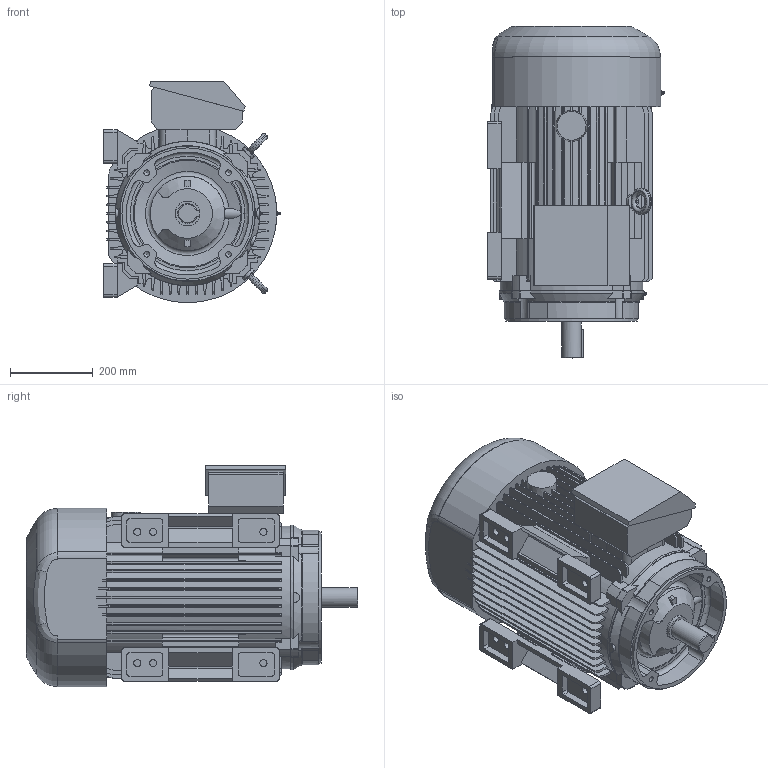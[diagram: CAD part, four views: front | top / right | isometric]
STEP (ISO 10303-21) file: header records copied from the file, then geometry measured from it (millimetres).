
FILE_DESCRIPTION( ( 'Unknown' ), '1' );
FILE_NAME( 'SIE320_TSCL.stp', 'Unknown', ( 'Unknown' ), ( 'Unknown' ), 'XStep 1.0', 'Unknown', ' ' );
FILE_SCHEMA( ( 'CONFIG_CONTROL_DESIGN' ) );
Length unit declared in the file: millimetre
Products named in the file (2): 1; 2
Bounding box: 427.85 x 802.54 x 536.02 mm (x, y, z)
Volume: 83215442.3 mm3; surface area: 2570535.2 mm2
Topology: 2 solids, 3 shells, 820 faces, 2329 edges, 1534 vertices
Faces by surface type: plane 562, cylinder 180, torus 42, bspline 19, cone 17
Full cylindrical faces by diameter (mm): 1.6 x2, 5 x4, 13.376 x4, 17.5 x6, 35 x4, 47.62 x1, 59.498 x1, 60 x1, 178 x1, 180 x1, 317.5 x1
Entity records: 30199 total; most frequent: CARTESIAN_POINT 9110, ORIENTED_EDGE 4506, DIRECTION 4176, EDGE_CURVE 2253, LINE 1532, VECTOR 1532, VERTEX_POINT 1510, AXIS2_PLACEMENT_3D 1322
